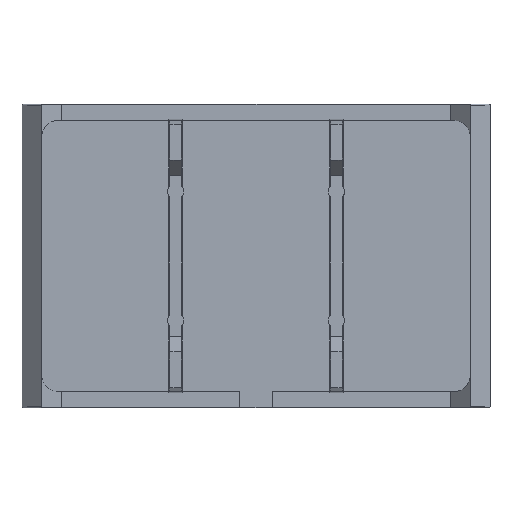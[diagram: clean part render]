
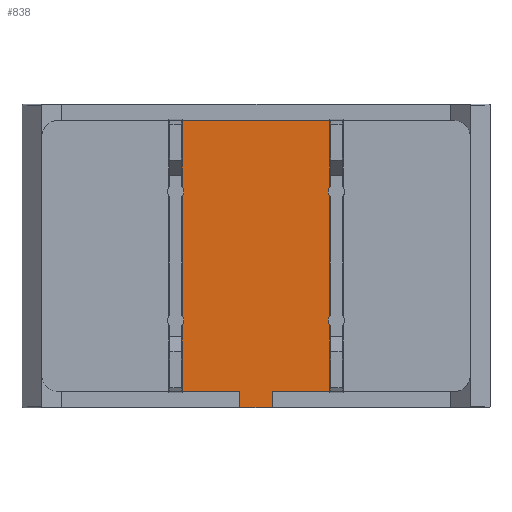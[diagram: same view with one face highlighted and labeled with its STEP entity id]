
A CAD part, top view. The second image highlights one B-rep face of the part: STEP entity #838.
In plain terms, the highlighted planar face has unit normal (0, 0, 1).
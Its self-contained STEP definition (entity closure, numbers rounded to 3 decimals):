
#5 = VERTEX_POINT ( 'NONE', #535 ) ;
#18 = ORIENTED_EDGE ( 'NONE', *, *, #3280, .F. ) ;
#34 = LINE ( 'NONE', #1960, #2875 ) ;
#52 = AXIS2_PLACEMENT_3D ( 'NONE', #1364, #2733, #3316 ) ;
#55 = DIRECTION ( 'NONE',  ( -1., 0., 0. ) ) ;
#66 = LINE ( 'NONE', #2119, #1445 ) ;
#97 = ORIENTED_EDGE ( 'NONE', *, *, #1862, .T. ) ;
#222 = VERTEX_POINT ( 'NONE', #2897 ) ;
#254 = CIRCLE ( 'NONE', #273, 1.5 ) ;
#258 = DIRECTION ( 'NONE',  ( 0., 0., -1. ) ) ;
#273 = AXIS2_PLACEMENT_3D ( 'NONE', #1168, #1974, #3093 ) ;
#314 = CARTESIAN_POINT ( 'NONE',  ( -13.75, 25.3, -1. ) ) ;
#395 = ORIENTED_EDGE ( 'NONE', *, *, #2198, .T. ) ;
#411 = CARTESIAN_POINT ( 'NONE',  ( -13.75, -25.3, -1. ) ) ;
#423 = CARTESIAN_POINT ( 'NONE',  ( 15., 12., -1. ) ) ;
#440 = ORIENTED_EDGE ( 'NONE', *, *, #3556, .T. ) ;
#535 = CARTESIAN_POINT ( 'NONE',  ( 3., -25.3, -1. ) ) ;
#536 = VERTEX_POINT ( 'NONE', #314 ) ;
#551 = CIRCLE ( 'NONE', #52, 1.5 ) ;
#559 = VERTEX_POINT ( 'NONE', #1452 ) ;
#632 = CARTESIAN_POINT ( 'NONE',  ( -13.75, -11.171, -1. ) ) ;
#634 = EDGE_CURVE ( 'NONE', #2706, #559, #1607, .T. ) ;
#679 = DIRECTION ( 'NONE',  ( 0., 0., -1. ) ) ;
#683 = LINE ( 'NONE', #1679, #1971 ) ;
#692 = VECTOR ( 'NONE', #2638, 1000. ) ;
#700 = VERTEX_POINT ( 'NONE', #1028 ) ;
#703 = CARTESIAN_POINT ( 'NONE',  ( -13.75, -22.3, -1. ) ) ;
#722 = CARTESIAN_POINT ( 'NONE',  ( 43.65, -28.3, -1. ) ) ;
#792 = ORIENTED_EDGE ( 'NONE', *, *, #1715, .T. ) ;
#838 = ADVANCED_FACE ( 'NONE', ( #1124 ), #3184, .T. ) ;
#844 = EDGE_CURVE ( 'NONE', #2404, #559, #3410, .T. ) ;
#849 = ORIENTED_EDGE ( 'NONE', *, *, #1568, .T. ) ;
#852 = CIRCLE ( 'NONE', #3015, 1.5 ) ;
#857 = VECTOR ( 'NONE', #2689, 1000. ) ;
#862 = ORIENTED_EDGE ( 'NONE', *, *, #2458, .T. ) ;
#871 = VERTEX_POINT ( 'NONE', #2421 ) ;
#900 = CARTESIAN_POINT ( 'NONE',  ( -13.75, -12.829, -1. ) ) ;
#938 = LINE ( 'NONE', #1732, #2057 ) ;
#976 = CARTESIAN_POINT ( 'NONE',  ( -36.95, -22.3, -1. ) ) ;
#1016 = VERTEX_POINT ( 'NONE', #632 ) ;
#1028 = CARTESIAN_POINT ( 'NONE',  ( -13.5, -12., -1. ) ) ;
#1046 = DIRECTION ( 'NONE',  ( 1., 0., 0. ) ) ;
#1111 = LINE ( 'NONE', #1675, #1232 ) ;
#1112 = ORIENTED_EDGE ( 'NONE', *, *, #634, .T. ) ;
#1124 = FACE_OUTER_BOUND ( 'NONE', #1908, .T. ) ;
#1127 = DIRECTION ( 'NONE',  ( 0., -1., 0. ) ) ;
#1147 = ORIENTED_EDGE ( 'NONE', *, *, #2533, .T. ) ;
#1168 = CARTESIAN_POINT ( 'NONE',  ( -15., 12., -1. ) ) ;
#1197 = ORIENTED_EDGE ( 'NONE', *, *, #2309, .T. ) ;
#1199 = CARTESIAN_POINT ( 'NONE',  ( -3., -22.3, -1. ) ) ;
#1223 = AXIS2_PLACEMENT_3D ( 'NONE', #976, #3499, #1256 ) ;
#1232 = VECTOR ( 'NONE', #3089, 1000. ) ;
#1254 = DIRECTION ( 'NONE',  ( 0., 1., 0. ) ) ;
#1256 = DIRECTION ( 'NONE',  ( 1., 0., 0. ) ) ;
#1259 = VECTOR ( 'NONE', #2320, 1000. ) ;
#1280 = CIRCLE ( 'NONE', #2938, 1.5 ) ;
#1284 = VERTEX_POINT ( 'NONE', #1423 ) ;
#1304 = CARTESIAN_POINT ( 'NONE',  ( -15., 12., -1. ) ) ;
#1350 = CARTESIAN_POINT ( 'NONE',  ( -13.75, 12.829, -1. ) ) ;
#1352 = CARTESIAN_POINT ( 'NONE',  ( 15., -12., -1. ) ) ;
#1364 = CARTESIAN_POINT ( 'NONE',  ( -15., -12., -1. ) ) ;
#1370 = ORIENTED_EDGE ( 'NONE', *, *, #3320, .F. ) ;
#1415 = ORIENTED_EDGE ( 'NONE', *, *, #1485, .T. ) ;
#1423 = CARTESIAN_POINT ( 'NONE',  ( -13.75, 11.171, -1. ) ) ;
#1430 = EDGE_CURVE ( 'NONE', #700, #1016, #3135, .T. ) ;
#1445 = VECTOR ( 'NONE', #1254, 1000. ) ;
#1452 = CARTESIAN_POINT ( 'NONE',  ( -3., -28.3, -1. ) ) ;
#1485 = EDGE_CURVE ( 'NONE', #3011, #1882, #2880, .T. ) ;
#1547 = VERTEX_POINT ( 'NONE', #2714 ) ;
#1568 = EDGE_CURVE ( 'NONE', #2890, #1547, #1680, .T. ) ;
#1574 = VERTEX_POINT ( 'NONE', #1659 ) ;
#1607 = LINE ( 'NONE', #1199, #1259 ) ;
#1640 = DIRECTION ( 'NONE',  ( 0., 1., 0. ) ) ;
#1659 = CARTESIAN_POINT ( 'NONE',  ( -13.5, 12., -1. ) ) ;
#1675 = CARTESIAN_POINT ( 'NONE',  ( -36.95, -25.3, -1. ) ) ;
#1679 = CARTESIAN_POINT ( 'NONE',  ( -13.75, -22.3, -1. ) ) ;
#1680 = LINE ( 'NONE', #3544, #2838 ) ;
#1691 = DIRECTION ( 'NONE',  ( 0., 1., 0. ) ) ;
#1715 = EDGE_CURVE ( 'NONE', #871, #3011, #1280, .T. ) ;
#1732 = CARTESIAN_POINT ( 'NONE',  ( 13.75, -22.3, -1. ) ) ;
#1737 = CARTESIAN_POINT ( 'NONE',  ( 13.75, -11.171, -1. ) ) ;
#1844 = VECTOR ( 'NONE', #55, 1000. ) ;
#1862 = EDGE_CURVE ( 'NONE', #1547, #536, #2569, .T. ) ;
#1880 = CIRCLE ( 'NONE', #3533, 1.5 ) ;
#1882 = VERTEX_POINT ( 'NONE', #2236 ) ;
#1894 = CARTESIAN_POINT ( 'NONE',  ( 13.75, -22.3, -1. ) ) ;
#1908 = EDGE_LOOP ( 'NONE', ( #97, #1197, #2757, #18, #2072, #2690, #1370, #2611, #1147, #1112, #3572, #440, #395, #862, #792, #1415, #3141, #849 ) ) ;
#1944 = DIRECTION ( 'NONE',  ( 0., -1., 0. ) ) ;
#1960 = CARTESIAN_POINT ( 'NONE',  ( -13.75, -22.3, -1. ) ) ;
#1971 = VECTOR ( 'NONE', #1944, 1000. ) ;
#1974 = DIRECTION ( 'NONE',  ( 0., 0., 1. ) ) ;
#2057 = VECTOR ( 'NONE', #1691, 1000. ) ;
#2072 = ORIENTED_EDGE ( 'NONE', *, *, #2805, .T. ) ;
#2112 = DIRECTION ( 'NONE',  ( 0., 0., 1. ) ) ;
#2119 = CARTESIAN_POINT ( 'NONE',  ( 3., -22.3, -1. ) ) ;
#2142 = CARTESIAN_POINT ( 'NONE',  ( -3., -25.3, -1. ) ) ;
#2198 = EDGE_CURVE ( 'NONE', #5, #222, #2327, .T. ) ;
#2236 = CARTESIAN_POINT ( 'NONE',  ( 13.75, 11.171, -1. ) ) ;
#2309 = EDGE_CURVE ( 'NONE', #536, #3309, #34, .T. ) ;
#2320 = DIRECTION ( 'NONE',  ( 0., -1., 0. ) ) ;
#2327 = LINE ( 'NONE', #3534, #857 ) ;
#2352 = DIRECTION ( 'NONE',  ( 0., -1., 0. ) ) ;
#2368 = EDGE_CURVE ( 'NONE', #3479, #2846, #683, .T. ) ;
#2389 = DIRECTION ( 'NONE',  ( 1., 0., 0. ) ) ;
#2404 = VERTEX_POINT ( 'NONE', #2830 ) ;
#2421 = CARTESIAN_POINT ( 'NONE',  ( 13.75, -12.829, -1. ) ) ;
#2433 = EDGE_CURVE ( 'NONE', #1574, #3309, #254, .T. ) ;
#2458 = EDGE_CURVE ( 'NONE', #222, #871, #938, .T. ) ;
#2525 = VECTOR ( 'NONE', #2352, 1000. ) ;
#2533 = EDGE_CURVE ( 'NONE', #2846, #2706, #1111, .T. ) ;
#2569 = LINE ( 'NONE', #2799, #1844 ) ;
#2611 = ORIENTED_EDGE ( 'NONE', *, *, #2368, .T. ) ;
#2638 = DIRECTION ( 'NONE',  ( -1., 0., 0. ) ) ;
#2689 = DIRECTION ( 'NONE',  ( 1., 0., 0. ) ) ;
#2690 = ORIENTED_EDGE ( 'NONE', *, *, #1430, .F. ) ;
#2706 = VERTEX_POINT ( 'NONE', #2142 ) ;
#2714 = CARTESIAN_POINT ( 'NONE',  ( 13.75, 25.3, -1. ) ) ;
#2733 = DIRECTION ( 'NONE',  ( 0., 0., 1. ) ) ;
#2757 = ORIENTED_EDGE ( 'NONE', *, *, #2433, .F. ) ;
#2779 = EDGE_CURVE ( 'NONE', #1882, #2890, #852, .T. ) ;
#2799 = CARTESIAN_POINT ( 'NONE',  ( -36.95, 25.3, -1. ) ) ;
#2805 = EDGE_CURVE ( 'NONE', #1284, #1016, #2873, .T. ) ;
#2809 = DIRECTION ( 'NONE',  ( 1., 0., 0. ) ) ;
#2830 = CARTESIAN_POINT ( 'NONE',  ( 3., -28.3, -1. ) ) ;
#2838 = VECTOR ( 'NONE', #2990, 1000. ) ;
#2846 = VERTEX_POINT ( 'NONE', #411 ) ;
#2873 = LINE ( 'NONE', #703, #2525 ) ;
#2875 = VECTOR ( 'NONE', #1127, 1000. ) ;
#2880 = LINE ( 'NONE', #1894, #2923 ) ;
#2890 = VERTEX_POINT ( 'NONE', #3239 ) ;
#2897 = CARTESIAN_POINT ( 'NONE',  ( 13.75, -25.3, -1. ) ) ;
#2923 = VECTOR ( 'NONE', #1640, 1000. ) ;
#2938 = AXIS2_PLACEMENT_3D ( 'NONE', #1352, #258, #2809 ) ;
#2979 = CARTESIAN_POINT ( 'NONE',  ( -15., -12., -1. ) ) ;
#2990 = DIRECTION ( 'NONE',  ( 0., 1., 0. ) ) ;
#3011 = VERTEX_POINT ( 'NONE', #1737 ) ;
#3015 = AXIS2_PLACEMENT_3D ( 'NONE', #423, #679, #3161 ) ;
#3089 = DIRECTION ( 'NONE',  ( 1., 0., 0. ) ) ;
#3093 = DIRECTION ( 'NONE',  ( 1., 0., 0. ) ) ;
#3135 = CIRCLE ( 'NONE', #3420, 1.5 ) ;
#3141 = ORIENTED_EDGE ( 'NONE', *, *, #2779, .T. ) ;
#3161 = DIRECTION ( 'NONE',  ( 1., 0., 0. ) ) ;
#3184 = PLANE ( 'NONE',  #1223 ) ;
#3234 = DIRECTION ( 'NONE',  ( 0., 0., 1. ) ) ;
#3239 = CARTESIAN_POINT ( 'NONE',  ( 13.75, 12.829, -1. ) ) ;
#3280 = EDGE_CURVE ( 'NONE', #1284, #1574, #1880, .T. ) ;
#3309 = VERTEX_POINT ( 'NONE', #1350 ) ;
#3316 = DIRECTION ( 'NONE',  ( 1., 0., 0. ) ) ;
#3320 = EDGE_CURVE ( 'NONE', #3479, #700, #551, .T. ) ;
#3410 = LINE ( 'NONE', #722, #692 ) ;
#3420 = AXIS2_PLACEMENT_3D ( 'NONE', #2979, #2112, #2389 ) ;
#3479 = VERTEX_POINT ( 'NONE', #900 ) ;
#3499 = DIRECTION ( 'NONE',  ( 0., 0., 1. ) ) ;
#3533 = AXIS2_PLACEMENT_3D ( 'NONE', #1304, #3234, #1046 ) ;
#3534 = CARTESIAN_POINT ( 'NONE',  ( -36.95, -25.3, -1. ) ) ;
#3544 = CARTESIAN_POINT ( 'NONE',  ( 13.75, -22.3, -1. ) ) ;
#3556 = EDGE_CURVE ( 'NONE', #2404, #5, #66, .T. ) ;
#3572 = ORIENTED_EDGE ( 'NONE', *, *, #844, .F. ) ;
